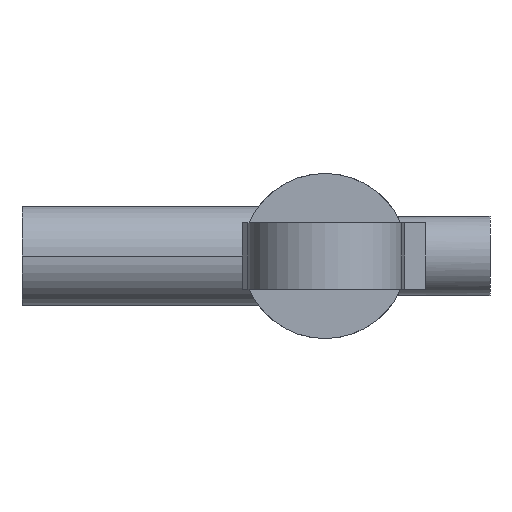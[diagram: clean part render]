
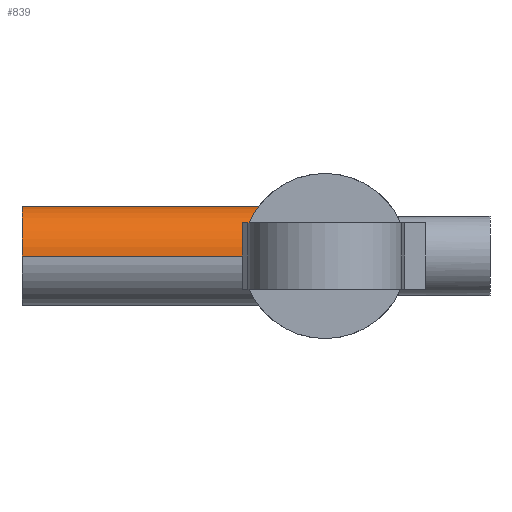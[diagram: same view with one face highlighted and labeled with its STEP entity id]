
A CAD part, front view. The second image highlights one B-rep face of the part: STEP entity #839.
In plain terms, the highlighted cylindrical face has radius 22.5 mm (diameter 45 mm), a partial arc.
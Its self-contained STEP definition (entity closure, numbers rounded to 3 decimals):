
#95 = EDGE_CURVE ( 'NONE', #734, #1723, #1029, .T. ) ;
#131 = ORIENTED_EDGE ( 'NONE', *, *, #1775, .T. ) ;
#219 = AXIS2_PLACEMENT_3D ( 'NONE', #482, #2805, #2096 ) ;
#244 = FACE_OUTER_BOUND ( 'NONE', #1586, .T. ) ;
#282 = CARTESIAN_POINT ( 'NONE',  ( -37.5, 80., 0. ) ) ;
#328 = EDGE_CURVE ( 'NONE', #2958, #1723, #1090, .T. ) ;
#339 = ORIENTED_EDGE ( 'NONE', *, *, #1921, .F. ) ;
#482 = CARTESIAN_POINT ( 'NONE',  ( -27.5, 80., 0. ) ) ;
#519 = AXIS2_PLACEMENT_3D ( 'NONE', #2536, #2511, #2970 ) ;
#636 = CARTESIAN_POINT ( 'NONE',  ( -27.5, 57.5, 0. ) ) ;
#638 = ORIENTED_EDGE ( 'NONE', *, *, #95, .T. ) ;
#729 = DIRECTION ( 'NONE',  ( 1., 0., 0. ) ) ;
#734 = VERTEX_POINT ( 'NONE', #2093 ) ;
#827 = ORIENTED_EDGE ( 'NONE', *, *, #328, .F. ) ;
#839 = ADVANCED_FACE ( 'NONE', ( #244 ), #1375, .T. ) ;
#948 = CARTESIAN_POINT ( 'NONE',  ( -27.5, 102.5, 0. ) ) ;
#1029 = LINE ( 'NONE', #1297, #2124 ) ;
#1059 = VERTEX_POINT ( 'NONE', #1308 ) ;
#1090 = CIRCLE ( 'NONE', #219, 22.5 ) ;
#1297 = CARTESIAN_POINT ( 'NONE',  ( -37.5, 57.5, 0. ) ) ;
#1308 = CARTESIAN_POINT ( 'NONE',  ( -137.5, 102.5, 0. ) ) ;
#1375 = CYLINDRICAL_SURFACE ( 'NONE', #2409, 22.5 ) ;
#1441 = DIRECTION ( 'NONE',  ( 1., 0., 0. ) ) ;
#1586 = EDGE_LOOP ( 'NONE', ( #131, #638, #827, #339 ) ) ;
#1723 = VERTEX_POINT ( 'NONE', #636 ) ;
#1775 = EDGE_CURVE ( 'NONE', #1059, #734, #1787, .T. ) ;
#1787 = CIRCLE ( 'NONE', #519, 22.5 ) ;
#1883 = DIRECTION ( 'NONE',  ( 0., 1., 0. ) ) ;
#1921 = EDGE_CURVE ( 'NONE', #1059, #2958, #1938, .T. ) ;
#1936 = DIRECTION ( 'NONE',  ( 1., 0., 0. ) ) ;
#1938 = LINE ( 'NONE', #2612, #2485 ) ;
#2093 = CARTESIAN_POINT ( 'NONE',  ( -137.5, 57.5, 0. ) ) ;
#2096 = DIRECTION ( 'NONE',  ( 0., 1., 0. ) ) ;
#2124 = VECTOR ( 'NONE', #1936, 1000. ) ;
#2409 = AXIS2_PLACEMENT_3D ( 'NONE', #282, #729, #1883 ) ;
#2485 = VECTOR ( 'NONE', #1441, 1000. ) ;
#2511 = DIRECTION ( 'NONE',  ( 1., 0., 0. ) ) ;
#2536 = CARTESIAN_POINT ( 'NONE',  ( -137.5, 80., 0. ) ) ;
#2612 = CARTESIAN_POINT ( 'NONE',  ( -37.5, 102.5, 0. ) ) ;
#2805 = DIRECTION ( 'NONE',  ( 1., 0., 0. ) ) ;
#2958 = VERTEX_POINT ( 'NONE', #948 ) ;
#2970 = DIRECTION ( 'NONE',  ( 0., 1., 0. ) ) ;
